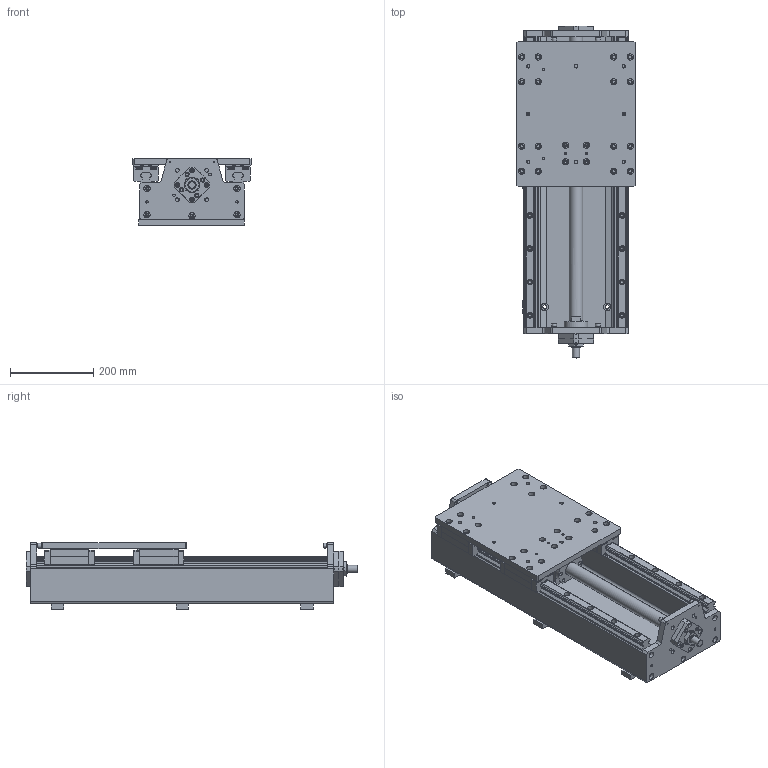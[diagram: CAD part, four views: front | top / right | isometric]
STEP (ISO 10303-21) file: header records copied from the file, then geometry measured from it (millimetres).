
FILE_DESCRIPTION((''),'2;1');
FILE_NAME('KK-HD-285-30-32XX-0700.stp','2009-03-22T20:17:15',('kurt'),(''),'Autodesk Inventor 2008','Autodesk Inventor 2008','');
FILE_SCHEMA(('AUTOMOTIVE_DESIGN { 1 0 10303 214 1 1 1 1 }'));
Length unit declared in the file: millimetre
Products named in the file (1): Part312
Bounding box: 285 x 799 x 160 mm (x, y, z)
Volume: 12252012 mm3; surface area: 1353944.8 mm2
Topology: 1 solids, 13 shells, 2403 faces, 6665 edges, 4427 vertices
Faces by surface type: plane 1621, cylinder 416, bspline 247, cone 103, torus 16
Full cylindrical faces by diameter (mm): 2.459 x4, 3 x4, 3.5 x4, 4 x1, 4.917 x8, 5.5 x4, 6 x14, 6.6 x8, 6.647 x38, 8 x20, 8.376 x8, 9 x58, 10 x4, 10.106 x6, 11 x12, 14 x18, 15 x34, 17 x1, 18 x6, 19 x1, 20 x4, 23 x1, 25 x1, 26 x1, 28.64 x4, 29.082 x2, 32 x1, 33.45 x1, 37 x2, 38.36 x4
Entity records: 81257 total; most frequent: CARTESIAN_POINT 19450, ORIENTED_EDGE 12354, DIRECTION 11318, EDGE_CURVE 6177, VECTOR 4494, LINE 4494, VERTEX_POINT 4309, AXIS2_PLACEMENT_3D 3412
